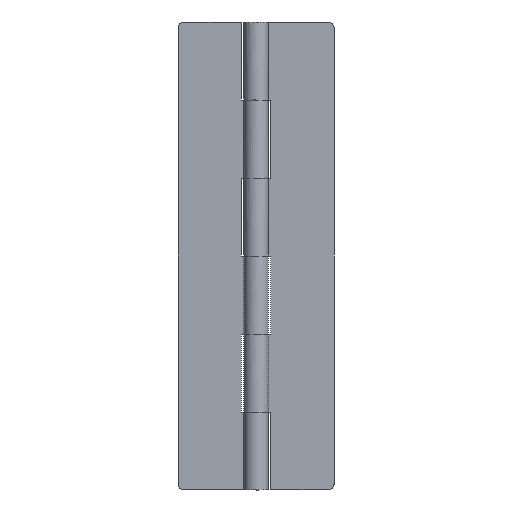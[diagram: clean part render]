
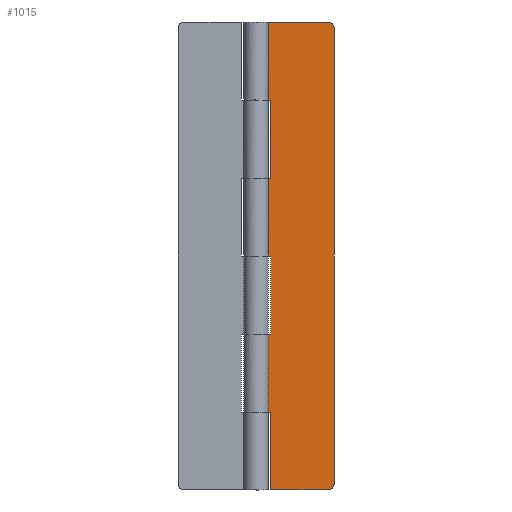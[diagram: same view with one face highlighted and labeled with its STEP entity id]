
A CAD part, front view. The second image highlights one B-rep face of the part: STEP entity #1015.
In plain terms, the highlighted free-form (B-spline) face has degree [1, 1] with [2, 2] control points.
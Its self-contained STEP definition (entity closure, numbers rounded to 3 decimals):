
#75=CARTESIAN_POINT('',(18.5,1.5,120.0));
#76=VERTEX_POINT('',#75);
#82=CARTESIAN_POINT('',(20.0,1.5,118.5));
#83=VERTEX_POINT('',#82);
#84=CARTESIAN_POINT('',(20.0,1.5,118.5));
#85=CARTESIAN_POINT('',(20.,1.5,120.0));
#86=CARTESIAN_POINT('',(18.5,1.5,120.0));
#94=(BOUNDED_CURVE()B_SPLINE_CURVE(2,(#84,#85,#86),.UNSPECIFIED.,.F.,.U.)CURVE()GEOMETRIC_REPRESENTATION_ITEM()QUASI_UNIFORM_CURVE()RATIONAL_B_SPLINE_CURVE((1.0,0.707,1.0))REPRESENTATION_ITEM(''));
#95=EDGE_CURVE('',#83,#76,#94,.T.);
#136=CARTESIAN_POINT('',(20.0,1.5,1.5));
#137=VERTEX_POINT('',#136);
#143=CARTESIAN_POINT('',(18.5,1.5,0.0));
#144=VERTEX_POINT('',#143);
#145=CARTESIAN_POINT('',(18.5,1.5,0.0));
#146=CARTESIAN_POINT('',(20.,1.5,0.0));
#147=CARTESIAN_POINT('',(20.0,1.5,1.5));
#155=(BOUNDED_CURVE()B_SPLINE_CURVE(2,(#145,#146,#147),.UNSPECIFIED.,.F.,.U.)CURVE()GEOMETRIC_REPRESENTATION_ITEM()QUASI_UNIFORM_CURVE()RATIONAL_B_SPLINE_CURVE((1.0,0.707,1.0))REPRESENTATION_ITEM(''));
#156=EDGE_CURVE('',#144,#137,#155,.T.);
#171=CARTESIAN_POINT('',(3.8,1.5,100.0));
#172=VERTEX_POINT('',#171);
#187=CARTESIAN_POINT('',(3.8,1.5,80.0));
#188=VERTEX_POINT('',#187);
#194=CARTESIAN_POINT('',(3.8,1.5,100.0));
#195=CARTESIAN_POINT('',(3.8,1.5,80.0));
#196=QUASI_UNIFORM_CURVE('',1,(#194,#195),.UNSPECIFIED.,.F.,.U.);
#197=EDGE_CURVE('',#172,#188,#196,.T.);
#243=CARTESIAN_POINT('',(0.0,1.5,80.0));
#244=VERTEX_POINT('',#243);
#264=CARTESIAN_POINT('',(3.8,1.5,80.0));
#265=CARTESIAN_POINT('',(0.0,1.5,80.0));
#266=QUASI_UNIFORM_CURVE('',1,(#264,#265),.UNSPECIFIED.,.F.,.U.);
#267=EDGE_CURVE('',#188,#244,#266,.T.);
#279=CARTESIAN_POINT('',(0.0,1.5,100.0));
#280=VERTEX_POINT('',#279);
#334=CARTESIAN_POINT('',(0.0,1.5,100.0));
#335=CARTESIAN_POINT('',(3.8,1.5,100.0));
#336=QUASI_UNIFORM_CURVE('',1,(#334,#335),.UNSPECIFIED.,.F.,.U.);
#337=EDGE_CURVE('',#280,#172,#336,.T.);
#347=CARTESIAN_POINT('',(3.8,1.5,60.0));
#348=VERTEX_POINT('',#347);
#363=CARTESIAN_POINT('',(3.8,1.5,40.0));
#364=VERTEX_POINT('',#363);
#370=CARTESIAN_POINT('',(3.8,1.5,60.0));
#371=CARTESIAN_POINT('',(3.8,1.5,40.0));
#372=QUASI_UNIFORM_CURVE('',1,(#370,#371),.UNSPECIFIED.,.F.,.U.);
#373=EDGE_CURVE('',#348,#364,#372,.T.);
#419=CARTESIAN_POINT('',(0.0,1.5,40.0));
#420=VERTEX_POINT('',#419);
#440=CARTESIAN_POINT('',(3.8,1.5,40.0));
#441=CARTESIAN_POINT('',(0.0,1.5,40.0));
#442=QUASI_UNIFORM_CURVE('',1,(#440,#441),.UNSPECIFIED.,.F.,.U.);
#443=EDGE_CURVE('',#364,#420,#442,.T.);
#455=CARTESIAN_POINT('',(0.0,1.5,60.0));
#456=VERTEX_POINT('',#455);
#510=CARTESIAN_POINT('',(0.0,1.5,60.0));
#511=CARTESIAN_POINT('',(3.8,1.5,60.0));
#512=QUASI_UNIFORM_CURVE('',1,(#510,#511),.UNSPECIFIED.,.F.,.U.);
#513=EDGE_CURVE('',#456,#348,#512,.T.);
#523=CARTESIAN_POINT('',(3.8,1.5,20.0));
#524=VERTEX_POINT('',#523);
#539=CARTESIAN_POINT('',(3.8,1.5,0.0));
#540=VERTEX_POINT('',#539);
#546=CARTESIAN_POINT('',(3.8,1.5,20.0));
#547=CARTESIAN_POINT('',(3.8,1.5,0.0));
#548=QUASI_UNIFORM_CURVE('',1,(#546,#547),.UNSPECIFIED.,.F.,.U.);
#549=EDGE_CURVE('',#524,#540,#548,.T.);
#561=CARTESIAN_POINT('',(0.0,1.5,20.0));
#562=VERTEX_POINT('',#561);
#616=CARTESIAN_POINT('',(0.0,1.5,20.0));
#617=CARTESIAN_POINT('',(3.8,1.5,20.0));
#618=QUASI_UNIFORM_CURVE('',1,(#616,#617),.UNSPECIFIED.,.F.,.U.);
#619=EDGE_CURVE('',#562,#524,#618,.T.);
#629=CARTESIAN_POINT('',(0.0,1.5,120.0));
#630=VERTEX_POINT('',#629);
#631=CARTESIAN_POINT('',(18.5,1.5,120.0));
#632=CARTESIAN_POINT('',(0.0,1.5,120.0));
#633=QUASI_UNIFORM_CURVE('',1,(#631,#632),.UNSPECIFIED.,.F.,.U.);
#634=EDGE_CURVE('',#76,#630,#633,.T.);
#699=CARTESIAN_POINT('',(20.0,1.5,118.5));
#700=CARTESIAN_POINT('',(20.0,1.5,1.5));
#701=QUASI_UNIFORM_CURVE('',1,(#699,#700),.UNSPECIFIED.,.F.,.U.);
#702=EDGE_CURVE('',#83,#137,#701,.T.);
#725=CARTESIAN_POINT('',(18.5,1.5,0.0));
#726=CARTESIAN_POINT('',(3.8,1.5,0.0));
#727=QUASI_UNIFORM_CURVE('',1,(#725,#726),.UNSPECIFIED.,.F.,.U.);
#728=EDGE_CURVE('',#144,#540,#727,.T.);
#809=CARTESIAN_POINT('',(0.0,1.5,40.0));
#810=CARTESIAN_POINT('',(0.0,1.5,20.0));
#811=QUASI_UNIFORM_CURVE('',1,(#809,#810),.UNSPECIFIED.,.F.,.U.);
#812=EDGE_CURVE('',#420,#562,#811,.T.);
#948=CARTESIAN_POINT('',(0.0,1.5,80.0));
#949=CARTESIAN_POINT('',(0.0,1.5,60.0));
#950=QUASI_UNIFORM_CURVE('',1,(#948,#949),.UNSPECIFIED.,.F.,.U.);
#951=EDGE_CURVE('',#244,#456,#950,.T.);
#983=CARTESIAN_POINT('',(0.0,1.5,120.0));
#984=CARTESIAN_POINT('',(0.0,1.5,100.0));
#985=QUASI_UNIFORM_CURVE('',1,(#983,#984),.UNSPECIFIED.,.F.,.U.);
#986=EDGE_CURVE('',#630,#280,#985,.T.);
#992=CARTESIAN_POINT('',(-0.999,1.5,125.994));
#993=CARTESIAN_POINT('',(-0.999,1.5,-5.994));
#994=CARTESIAN_POINT('',(20.999,1.5,125.994));
#995=CARTESIAN_POINT('',(20.999,1.5,-5.994));
#996=B_SPLINE_SURFACE_WITH_KNOTS('',1,1,((#992,#994),(#993,#995)),.UNSPECIFIED.,.F.,.F.,.U.,(2,2),(2,2),(0.0,131.988),(0.0,21.998),.UNSPECIFIED.);
#997=ORIENTED_EDGE('',*,*,#728,.F.);
#998=ORIENTED_EDGE('',*,*,#156,.T.);
#999=ORIENTED_EDGE('',*,*,#702,.F.);
#1000=ORIENTED_EDGE('',*,*,#95,.T.);
#1001=ORIENTED_EDGE('',*,*,#634,.T.);
#1002=ORIENTED_EDGE('',*,*,#986,.T.);
#1003=ORIENTED_EDGE('',*,*,#337,.T.);
#1004=ORIENTED_EDGE('',*,*,#197,.T.);
#1005=ORIENTED_EDGE('',*,*,#267,.T.);
#1006=ORIENTED_EDGE('',*,*,#951,.T.);
#1007=ORIENTED_EDGE('',*,*,#513,.T.);
#1008=ORIENTED_EDGE('',*,*,#373,.T.);
#1009=ORIENTED_EDGE('',*,*,#443,.T.);
#1010=ORIENTED_EDGE('',*,*,#812,.T.);
#1011=ORIENTED_EDGE('',*,*,#619,.T.);
#1012=ORIENTED_EDGE('',*,*,#549,.T.);
#1013=EDGE_LOOP('',(#997,#998,#999,#1000,#1001,#1002,#1003,#1004,#1005,#1006,#1007,#1008,#1009,#1010,#1011,#1012));
#1014=FACE_OUTER_BOUND('',#1013,.T.);
#1015=ADVANCED_FACE('',(#1014),#996,.T.);
